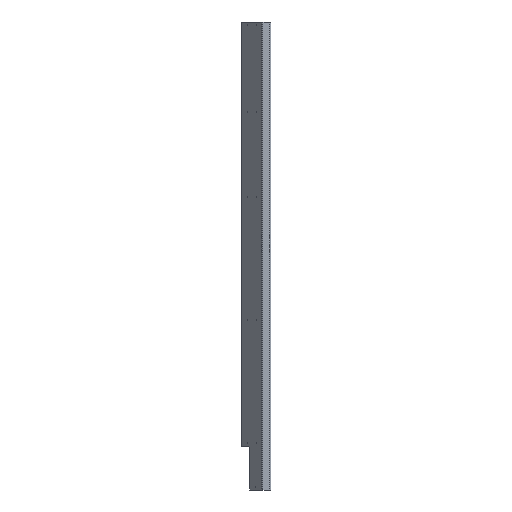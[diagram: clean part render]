
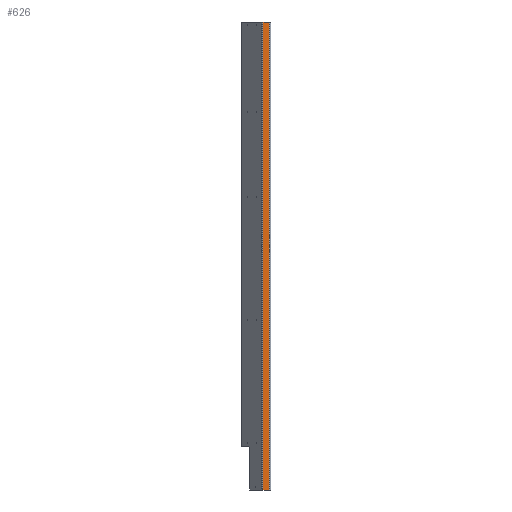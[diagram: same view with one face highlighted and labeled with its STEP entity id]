
A CAD part, left-side view. The second image highlights one B-rep face of the part: STEP entity #626.
In plain terms, the highlighted free-form (B-spline) face has degree [1, 1] with [2, 2] control points.
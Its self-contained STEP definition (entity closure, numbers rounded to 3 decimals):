
#16 = B_SPLINE_SURFACE_WITH_KNOTS ( 'NONE', 1, 1, ( 
 ( #2430, #2212 ),
 ( #652, #474 ) ),
 .UNSPECIFIED., .F., .F., .F.,
 ( 2, 2 ),
 ( 2, 2 ),
 ( 0., 1. ),
 ( 0., 1. ),
 .UNSPECIFIED. ) ;
#26 = CARTESIAN_POINT ( 'NONE',  ( 1958.539, 854.879, 0. ) ) ;
#62 = ORIENTED_EDGE ( 'NONE', *, *, #2005, .T. ) ;
#80 = CARTESIAN_POINT ( 'NONE',  ( 1958.539, 854.879, 0. ) ) ;
#244 = EDGE_CURVE ( 'NONE', #1692, #2309, #2313, .T. ) ;
#273 = B_SPLINE_CURVE_WITH_KNOTS ( 'NONE', 1,
 ( #2014, #80 ),
 .UNSPECIFIED., .F., .F.,
 ( 2, 2 ),
 ( 0., 1. ),
 .UNSPECIFIED. ) ;
#420 = EDGE_CURVE ( 'NONE', #2309, #2295, #273, .T. ) ;
#443 = FACE_OUTER_BOUND ( 'NONE', #2328, .T. ) ;
#474 = CARTESIAN_POINT ( 'NONE',  ( 1958.539, 854.879, -4390. ) ) ;
#516 = ORIENTED_EDGE ( 'NONE', *, *, #244, .T. ) ;
#573 = EDGE_CURVE ( 'NONE', #2295, #2023, #1922, .T. ) ;
#588 = CARTESIAN_POINT ( 'NONE',  ( 1958.539, 854.879, -4390. ) ) ;
#625 = CARTESIAN_POINT ( 'NONE',  ( 1958.539, 915.287, 0. ) ) ;
#626 = ADVANCED_FACE ( 'NONE', ( #443 ), #16, .T. ) ;
#652 = CARTESIAN_POINT ( 'NONE',  ( 1958.539, 915.287, -4390. ) ) ;
#732 = CARTESIAN_POINT ( 'NONE',  ( 1958.539, 915.287, 0. ) ) ;
#1054 = CARTESIAN_POINT ( 'NONE',  ( 1958.539, 854.879, 0. ) ) ;
#1072 = CARTESIAN_POINT ( 'NONE',  ( 1958.539, 915.287, -4390. ) ) ;
#1407 = CARTESIAN_POINT ( 'NONE',  ( 1958.539, 915.287, -4390. ) ) ;
#1497 = ORIENTED_EDGE ( 'NONE', *, *, #573, .T. ) ;
#1692 = VERTEX_POINT ( 'NONE', #2153 ) ;
#1695 = B_SPLINE_CURVE_WITH_KNOTS ( 'NONE', 1,
 ( #2747, #1072 ),
 .UNSPECIFIED., .F., .F.,
 ( 2, 2 ),
 ( 0., 1. ),
 .UNSPECIFIED. ) ;
#1832 = ORIENTED_EDGE ( 'NONE', *, *, #420, .T. ) ;
#1922 = B_SPLINE_CURVE_WITH_KNOTS ( 'NONE', 1,
 ( #1054, #625 ),
 .UNSPECIFIED., .F., .F.,
 ( 2, 2 ),
 ( 0., 1. ),
 .UNSPECIFIED. ) ;
#2005 = EDGE_CURVE ( 'NONE', #2023, #1692, #1695, .T. ) ;
#2014 = CARTESIAN_POINT ( 'NONE',  ( 1958.539, 854.879, -4390. ) ) ;
#2023 = VERTEX_POINT ( 'NONE', #732 ) ;
#2153 = CARTESIAN_POINT ( 'NONE',  ( 1958.539, 915.287, -4390. ) ) ;
#2212 = CARTESIAN_POINT ( 'NONE',  ( 1958.539, 854.879, 0. ) ) ;
#2295 = VERTEX_POINT ( 'NONE', #26 ) ;
#2309 = VERTEX_POINT ( 'NONE', #2386 ) ;
#2313 = B_SPLINE_CURVE_WITH_KNOTS ( 'NONE', 1,
 ( #1407, #588 ),
 .UNSPECIFIED., .F., .F.,
 ( 2, 2 ),
 ( 0., 1. ),
 .UNSPECIFIED. ) ;
#2328 = EDGE_LOOP ( 'NONE', ( #516, #1832, #1497, #62 ) ) ;
#2386 = CARTESIAN_POINT ( 'NONE',  ( 1958.539, 854.879, -4390. ) ) ;
#2430 = CARTESIAN_POINT ( 'NONE',  ( 1958.539, 915.287, 0. ) ) ;
#2747 = CARTESIAN_POINT ( 'NONE',  ( 1958.539, 915.287, 0. ) ) ;
